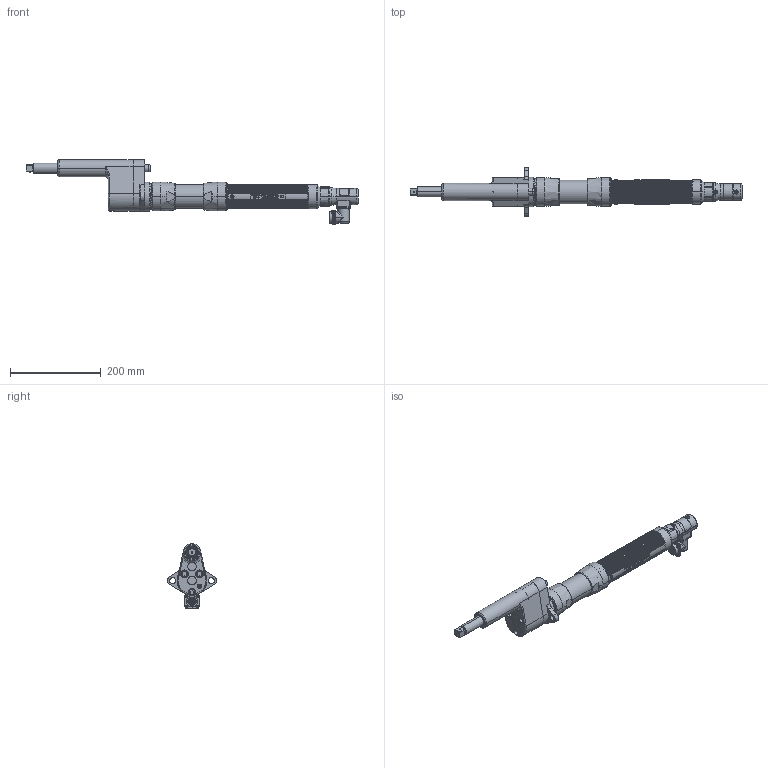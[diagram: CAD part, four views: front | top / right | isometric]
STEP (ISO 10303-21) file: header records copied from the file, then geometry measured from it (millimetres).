
FILE_DESCRIPTION((''),'2;1');
FILE_NAME('EB55MD2F2-225','2015-05-26T',('EJF1116'),(''),'PRO/ENGINEER BY PARAMETRIC TECHNOLOGY CORPORATION, 2010430','PRO/ENGINEER BY PARAMETRIC TECHNOLOGY CORPORATION, 2010430','');
FILE_SCHEMA(('CONFIG_CONTROL_DESIGN'));
Products named in the file (1): EB55MD2F2-225
Bounding box: 733.4 x 108.08 x 142.72 mm (x, y, z)
Surface area: 270739.1 mm2 (no closed solid volume)
Topology: 0 solids, 152 shells, 1103 faces, 5073 edges, 3989 vertices
Faces by surface type: cylinder 485, plane 282, cone 161, torus 113, bspline 60, extrusion 2
Entity records: 70788 total; most frequent: CARTESIAN_POINT 32593, DIRECTION 7369, ORIENTED_EDGE 6985, EDGE_CURVE 5073, VERTEX_POINT 3989, AXIS2_PLACEMENT_3D 2484, VECTOR 2401, LINE 2399
